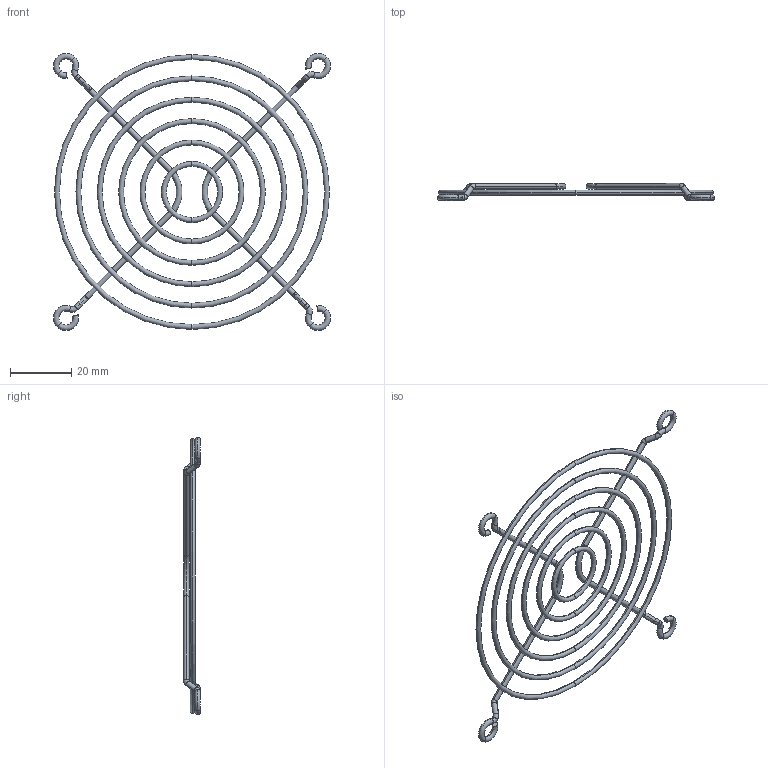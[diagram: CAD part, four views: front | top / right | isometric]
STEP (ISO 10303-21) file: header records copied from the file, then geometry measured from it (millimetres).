
FILE_DESCRIPTION (( 'STEP AP203' ), '1' );
FILE_NAME ('G92-16B.stp', '2021-05-17T19:52:37', ( '' ), ( '' ), 'SwSTEP 2.0', 'SolidWorks 2018', '' );
FILE_SCHEMA (( 'CONFIG_CONTROL_DESIGN' ));
Length unit declared in the file: millimetre
Products named in the file (1): G92-16B
Bounding box: 90.67 x 5.5 x 90.67 mm (x, y, z)
Volume: 2757.2 mm3; surface area: 6699.5 mm2
Topology: 8 solids, 8 shells, 96 faces, 204 edges, 112 vertices
Faces by surface type: torus 72, cylinder 20, plane 4
Entity records: 2703 total; most frequent: DIRECTION 582, CARTESIAN_POINT 413, ORIENTED_EDGE 408, AXIS2_PLACEMENT_3D 281, EDGE_CURVE 204, CIRCLE 184, VERTEX_POINT 112, EDGE_LOOP 96
